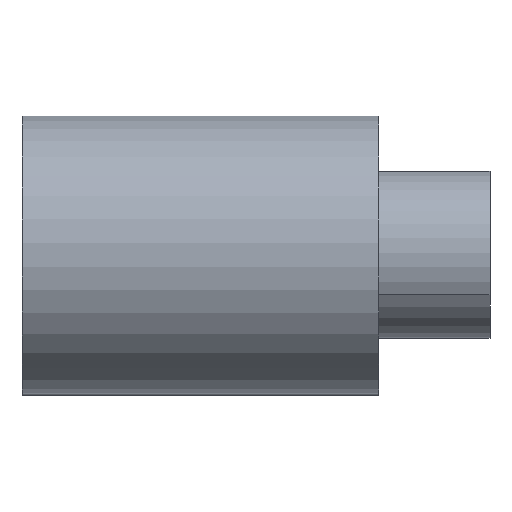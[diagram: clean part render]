
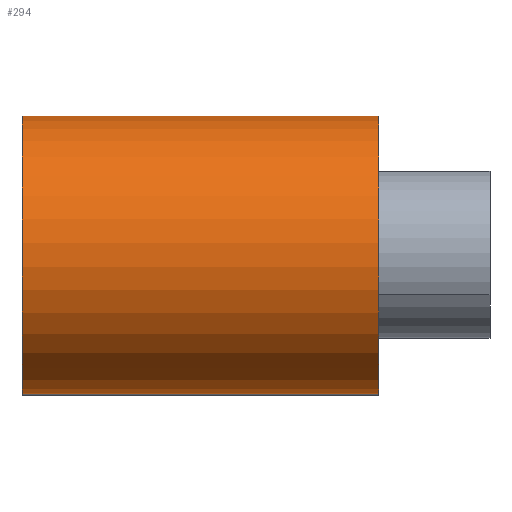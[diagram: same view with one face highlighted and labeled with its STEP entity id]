
A CAD part, top view. The second image highlights one B-rep face of the part: STEP entity #294.
In plain terms, the highlighted cylindrical face has radius 2.5 mm (diameter 5 mm), a partial arc.
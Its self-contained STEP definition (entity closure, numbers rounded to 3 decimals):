
#130=AXIS2_PLACEMENT_3D('Circle Axis2P3D',#128,#129,$) ;
#274=AXIS2_PLACEMENT_3D('Cylinder Axis2P3D',#271,#272,#273) ;
#285=AXIS2_PLACEMENT_3D('Circle Axis2P3D',#283,#284,$) ;
#125=CARTESIAN_POINT('Vertex',(0.,0.214,24.487)) ;
#128=CARTESIAN_POINT('Axis2P3D Location',(0.,2.5,25.5)) ;
#132=CARTESIAN_POINT('Vertex',(0.,4.786,24.487)) ;
#252=CARTESIAN_POINT('Line Origine',(3.2,4.786,24.487)) ;
#256=CARTESIAN_POINT('Vertex',(6.4,4.786,24.487)) ;
#271=CARTESIAN_POINT('Axis2P3D Location',(3.2,2.5,25.5)) ;
#276=CARTESIAN_POINT('Line Origine',(3.2,0.214,24.487)) ;
#280=CARTESIAN_POINT('Vertex',(6.4,0.214,24.487)) ;
#283=CARTESIAN_POINT('Axis2P3D Location',(6.4,2.5,25.5)) ;
#129=DIRECTION('Axis2P3D Direction',(1.,0.,-0.)) ;
#253=DIRECTION('Vector Direction',(1.,0.,0.)) ;
#272=DIRECTION('Axis2P3D Direction',(1.,0.,-0.)) ;
#273=DIRECTION('Axis2P3D XDirection',(0.,0.914,-0.405)) ;
#277=DIRECTION('Vector Direction',(1.,0.,0.)) ;
#284=DIRECTION('Axis2P3D Direction',(1.,0.,-0.)) ;
#254=VECTOR('Line Direction',#253,1.) ;
#278=VECTOR('Line Direction',#277,1.) ;
#289=ORIENTED_EDGE('',*,*,#258,.F.) ;
#290=ORIENTED_EDGE('',*,*,#134,.T.) ;
#291=ORIENTED_EDGE('',*,*,#282,.T.) ;
#292=ORIENTED_EDGE('',*,*,#287,.F.) ;
#294=ADVANCED_FACE('RAHE_LN_WDT1-5',(#293),#275,.T.) ;
#131=CIRCLE('generated circle',#130,2.5) ;
#286=CIRCLE('generated circle',#285,2.5) ;
#275=CYLINDRICAL_SURFACE('generated cylinder',#274,2.5) ;
#134=EDGE_CURVE('',#133,#126,#131,.T.) ;
#258=EDGE_CURVE('',#133,#257,#255,.T.) ;
#282=EDGE_CURVE('',#126,#281,#279,.T.) ;
#287=EDGE_CURVE('',#257,#281,#286,.T.) ;
#288=EDGE_LOOP('',(#289,#290,#291,#292)) ;
#293=FACE_OUTER_BOUND('',#288,.T.) ;
#255=LINE('Line',#252,#254) ;
#279=LINE('Line',#276,#278) ;
#126=VERTEX_POINT('',#125) ;
#133=VERTEX_POINT('',#132) ;
#257=VERTEX_POINT('',#256) ;
#281=VERTEX_POINT('',#280) ;
